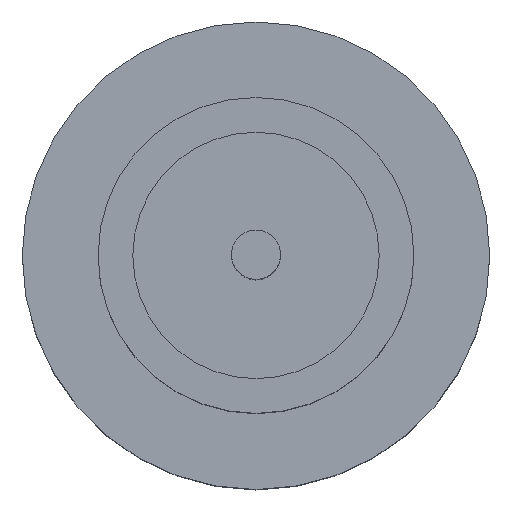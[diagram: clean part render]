
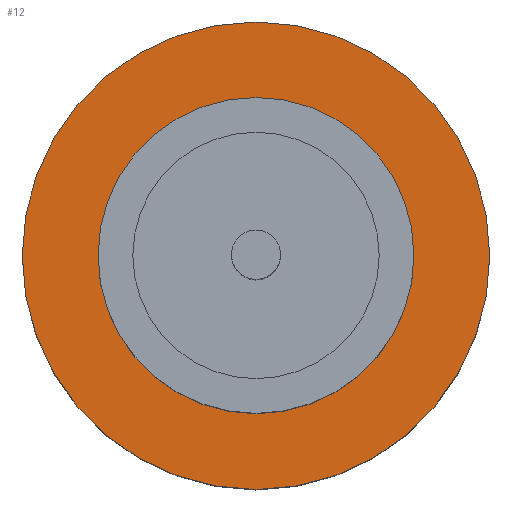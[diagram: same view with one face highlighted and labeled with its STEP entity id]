
A CAD part, top view. The second image highlights one B-rep face of the part: STEP entity #12.
In plain terms, the highlighted planar face has unit normal (0, 0, 1).
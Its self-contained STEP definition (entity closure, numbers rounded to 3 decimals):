
#12 = ADVANCED_FACE ( 'NONE', ( #406, #67 ), #434, .T. ) ;
#34 = CARTESIAN_POINT ( 'NONE',  ( 1.85, 0., 1.55 ) ) ;
#36 = AXIS2_PLACEMENT_3D ( 'NONE', #311, #602, #588 ) ;
#51 = EDGE_CURVE ( 'NONE', #263, #381, #440, .T. ) ;
#67 = FACE_OUTER_BOUND ( 'NONE', #264, .T. ) ;
#82 = DIRECTION ( 'NONE',  ( 1., 0., 0. ) ) ;
#110 = CARTESIAN_POINT ( 'NONE',  ( 0., 0., 1.55 ) ) ;
#122 = AXIS2_PLACEMENT_3D ( 'NONE', #584, #297, #585 ) ;
#156 = EDGE_CURVE ( 'NONE', #381, #263, #660, .T. ) ;
#167 = DIRECTION ( 'NONE',  ( 0., 0., 1. ) ) ;
#192 = VERTEX_POINT ( 'NONE', #293 ) ;
#256 = EDGE_LOOP ( 'NONE', ( #368, #533 ) ) ;
#263 = VERTEX_POINT ( 'NONE', #401 ) ;
#264 = EDGE_LOOP ( 'NONE', ( #543, #682 ) ) ;
#293 = CARTESIAN_POINT ( 'NONE',  ( -1.85, 0., 1.55 ) ) ;
#297 = DIRECTION ( 'NONE',  ( 0., 0., 1. ) ) ;
#311 = CARTESIAN_POINT ( 'NONE',  ( 0., 0., 1.55 ) ) ;
#324 = CARTESIAN_POINT ( 'NONE',  ( 0., 0., 1.55 ) ) ;
#356 = CARTESIAN_POINT ( 'NONE',  ( 1.25, 0., 1.55 ) ) ;
#362 = CARTESIAN_POINT ( 'NONE',  ( 0., 0., 1.55 ) ) ;
#368 = ORIENTED_EDGE ( 'NONE', *, *, #156, .F. ) ;
#370 = CIRCLE ( 'NONE', #751, 1.85 ) ;
#376 = DIRECTION ( 'NONE',  ( 0., 0., 1. ) ) ;
#380 = AXIS2_PLACEMENT_3D ( 'NONE', #110, #167, #518 ) ;
#381 = VERTEX_POINT ( 'NONE', #356 ) ;
#401 = CARTESIAN_POINT ( 'NONE',  ( -1.25, 0., 1.55 ) ) ;
#406 = FACE_BOUND ( 'NONE', #256, .T. ) ;
#434 = PLANE ( 'NONE',  #36 ) ;
#440 = CIRCLE ( 'NONE', #472, 1.25 ) ;
#452 = DIRECTION ( 'NONE',  ( 0., 0., 1. ) ) ;
#472 = AXIS2_PLACEMENT_3D ( 'NONE', #362, #376, #82 ) ;
#507 = CIRCLE ( 'NONE', #380, 1.85 ) ;
#518 = DIRECTION ( 'NONE',  ( 1., 0., 0. ) ) ;
#533 = ORIENTED_EDGE ( 'NONE', *, *, #51, .F. ) ;
#543 = ORIENTED_EDGE ( 'NONE', *, *, #679, .T. ) ;
#584 = CARTESIAN_POINT ( 'NONE',  ( 0., 0., 1.55 ) ) ;
#585 = DIRECTION ( 'NONE',  ( 1., 0., 0. ) ) ;
#588 = DIRECTION ( 'NONE',  ( 1., 0., 0. ) ) ;
#602 = DIRECTION ( 'NONE',  ( 0., 0., 1. ) ) ;
#657 = EDGE_CURVE ( 'NONE', #698, #192, #370, .T. ) ;
#660 = CIRCLE ( 'NONE', #122, 1.25 ) ;
#679 = EDGE_CURVE ( 'NONE', #192, #698, #507, .T. ) ;
#682 = ORIENTED_EDGE ( 'NONE', *, *, #657, .T. ) ;
#698 = VERTEX_POINT ( 'NONE', #34 ) ;
#732 = DIRECTION ( 'NONE',  ( 1., 0., 0. ) ) ;
#751 = AXIS2_PLACEMENT_3D ( 'NONE', #324, #452, #732 ) ;
